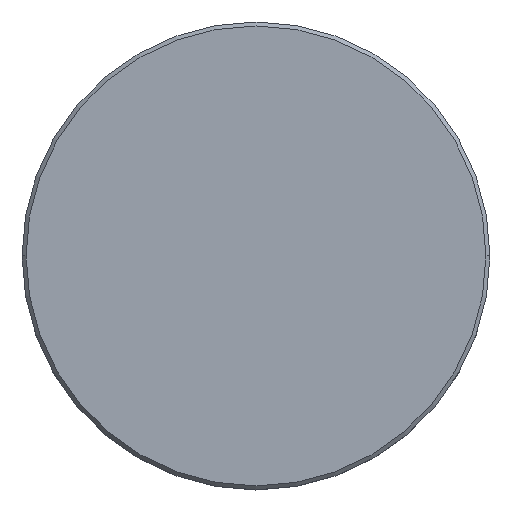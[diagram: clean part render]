
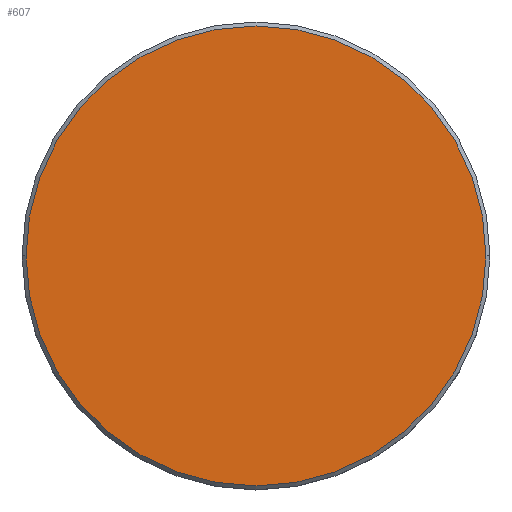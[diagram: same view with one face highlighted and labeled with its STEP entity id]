
A CAD part, top view. The second image highlights one B-rep face of the part: STEP entity #607.
In plain terms, the highlighted planar face has unit normal (0, 0, 1).
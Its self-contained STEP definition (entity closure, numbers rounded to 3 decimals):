
#5 = CARTESIAN_POINT ( 'NONE',  ( 0., 0., 0. ) ) ;
#18 = ORIENTED_EDGE ( 'NONE', *, *, #210, .T. ) ;
#210 = EDGE_CURVE ( 'NONE', #230, #857, #217, .T. ) ;
#217 = CIRCLE ( 'NONE', #1174, 29. ) ;
#229 = EDGE_CURVE ( 'NONE', #857, #230, #586, .T. ) ;
#230 = VERTEX_POINT ( 'NONE', #645 ) ;
#272 = DIRECTION ( 'NONE',  ( 0., 0., 1. ) ) ;
#311 = CARTESIAN_POINT ( 'NONE',  ( 0., 0., 0. ) ) ;
#472 = CARTESIAN_POINT ( 'NONE',  ( 0., 0., 0. ) ) ;
#496 = PLANE ( 'NONE',  #1114 ) ;
#528 = AXIS2_PLACEMENT_3D ( 'NONE', #5, #742, #1101 ) ;
#586 = CIRCLE ( 'NONE', #528, 29. ) ;
#607 = ADVANCED_FACE ( 'NONE', ( #767 ), #496, .T. ) ;
#645 = CARTESIAN_POINT ( 'NONE',  ( 29., 0., 0. ) ) ;
#742 = DIRECTION ( 'NONE',  ( 0., 0., 1. ) ) ;
#767 = FACE_OUTER_BOUND ( 'NONE', #966, .T. ) ;
#834 = DIRECTION ( 'NONE',  ( 1., 0., 0. ) ) ;
#855 = DIRECTION ( 'NONE',  ( 1., 0., 0. ) ) ;
#857 = VERTEX_POINT ( 'NONE', #1096 ) ;
#911 = ORIENTED_EDGE ( 'NONE', *, *, #229, .T. ) ;
#966 = EDGE_LOOP ( 'NONE', ( #911, #18 ) ) ;
#1029 = DIRECTION ( 'NONE',  ( 0., 0., 1. ) ) ;
#1096 = CARTESIAN_POINT ( 'NONE',  ( -29., 0., 0. ) ) ;
#1101 = DIRECTION ( 'NONE',  ( 1., 0., 0. ) ) ;
#1114 = AXIS2_PLACEMENT_3D ( 'NONE', #311, #1029, #855 ) ;
#1174 = AXIS2_PLACEMENT_3D ( 'NONE', #472, #272, #834 ) ;
